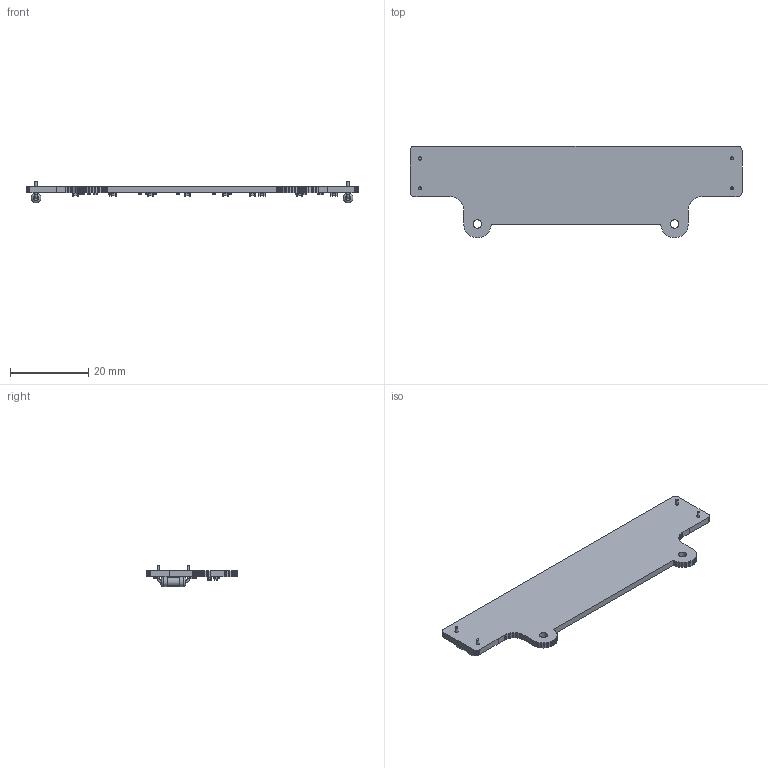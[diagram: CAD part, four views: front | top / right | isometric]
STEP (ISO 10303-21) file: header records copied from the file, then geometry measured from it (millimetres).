
FILE_DESCRIPTION(('KiCad electronic assembly'),'2;1');
FILE_NAME('Qtr-8-SN.step','2023-11-26T12:42:46',('Pcbnew'),('Kicad'), 'Open CASCADE STEP processor 7.6','KiCad to STEP converter','Unknown' );
FILE_SCHEMA(('AUTOMOTIVE_DESIGN { 1 0 10303 214 1 1 1 1 }'));
Length unit declared in the file: millimetre
Products named in the file (8): Qtr-8-SN 1; R_0603_1608Metric; SOLID; C_0603_1608Metric; R_Axial_DIN0207_L6.3mm_D2.5mm_P7.62mm_Horizontal; PCB
Assembly tree (31 placements, depth 3):
  Qtr-8-SN 1
    R_0603_1608Metric  x15
      SOLID
    C_0603_1608Metric  x10
      SOLID
    R_Axial_DIN0207_L6.3mm_D2.5mm_P7.62mm_Horizontal  x2
      SOLID
    PCB
Bounding box: 84.68 x 23.32 x 5.5 mm (x, y, z)
Volume: 2478.4 mm3; surface area: 3688.6 mm2
Topology: 28 solids, 28 shells, 840 faces, 2200 edges, 1444 vertices
Faces by surface type: plane 576, cylinder 256, torus 8
Full cylindrical faces by diameter (mm): 0.6 x4, 0.8 x4, 2.1 x2, 2.25 x2, 2.5 x4
Entity records: 16186 total; most frequent: CARTESIAN_POINT 3734, DIRECTION 2237, LINE 1597, VECTOR 1597, ORIENTED_EDGE 1154, PCURVE 1154, DEFINITIONAL_REPRESENTATION 1154, EDGE_CURVE 577
